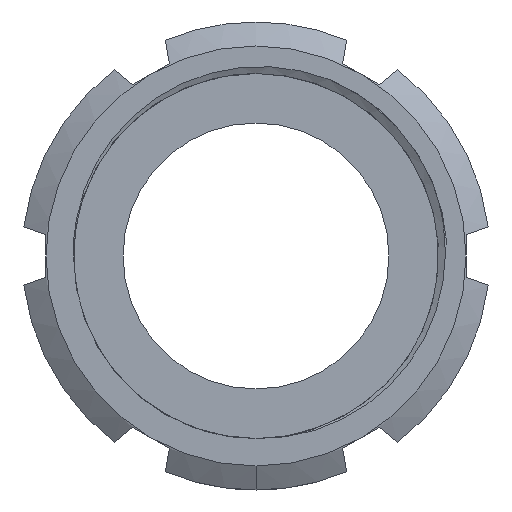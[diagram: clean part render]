
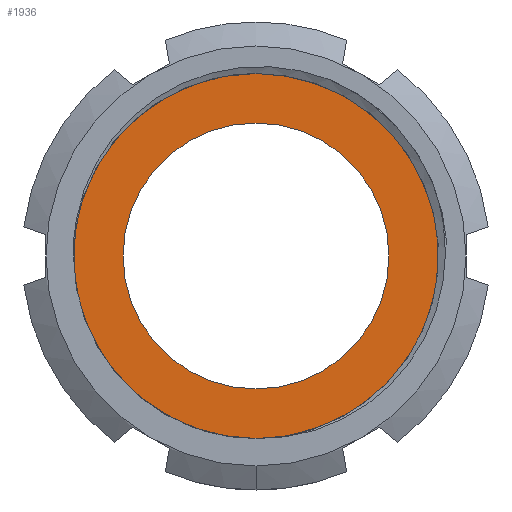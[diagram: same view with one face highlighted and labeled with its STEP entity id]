
A CAD part, left-side view. The second image highlights one B-rep face of the part: STEP entity #1936.
In plain terms, the highlighted planar face has unit normal (-1, 0, 0).
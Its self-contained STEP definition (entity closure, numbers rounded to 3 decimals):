
#105 = CARTESIAN_POINT ( 'NONE',  ( 5., 0., 12.5 ) ) ;
#203 = EDGE_LOOP ( 'NONE', ( #3258, #1635 ) ) ;
#333 = CARTESIAN_POINT ( 'NONE',  ( 5., 0., -18.957 ) ) ;
#412 = DIRECTION ( 'NONE',  ( -1., 0., 0. ) ) ;
#562 = CIRCLE ( 'NONE', #3545, 12.5 ) ;
#799 = DIRECTION ( 'NONE',  ( 0., 0., -1. ) ) ;
#801 = CARTESIAN_POINT ( 'NONE',  ( 5., 0., 0. ) ) ;
#964 = EDGE_CURVE ( 'NONE', #2849, #4883, #4971, .T. ) ;
#975 = AXIS2_PLACEMENT_3D ( 'NONE', #801, #412, #2036 ) ;
#1116 = DIRECTION ( 'NONE',  ( -1., 0., 0. ) ) ;
#1218 = EDGE_LOOP ( 'NONE', ( #3585, #3692 ) ) ;
#1234 = CARTESIAN_POINT ( 'NONE',  ( 5., 0., 0. ) ) ;
#1635 = ORIENTED_EDGE ( 'NONE', *, *, #2814, .T. ) ;
#1682 = DIRECTION ( 'NONE',  ( 0., 0., 1. ) ) ;
#1709 = CARTESIAN_POINT ( 'NONE',  ( 5., 0., 0. ) ) ;
#1864 = CARTESIAN_POINT ( 'NONE',  ( 5., 0., -12.5 ) ) ;
#1936 = ADVANCED_FACE ( 'NONE', ( #5262, #4827 ), #2854, .F. ) ;
#1958 = DIRECTION ( 'NONE',  ( 1., 0., 0. ) ) ;
#2036 = DIRECTION ( 'NONE',  ( 0., 0., 1. ) ) ;
#2085 = CIRCLE ( 'NONE', #975, 18.957 ) ;
#2364 = CARTESIAN_POINT ( 'NONE',  ( 5., 0., 0. ) ) ;
#2419 = AXIS2_PLACEMENT_3D ( 'NONE', #1709, #3359, #2563 ) ;
#2432 = CIRCLE ( 'NONE', #2948, 18.957 ) ;
#2563 = DIRECTION ( 'NONE',  ( 0., 0., 1. ) ) ;
#2565 = VERTEX_POINT ( 'NONE', #333 ) ;
#2814 = EDGE_CURVE ( 'NONE', #2565, #4635, #2085, .T. ) ;
#2849 = VERTEX_POINT ( 'NONE', #105 ) ;
#2854 = PLANE ( 'NONE',  #4719 ) ;
#2948 = AXIS2_PLACEMENT_3D ( 'NONE', #1234, #3688, #1682 ) ;
#3258 = ORIENTED_EDGE ( 'NONE', *, *, #4232, .T. ) ;
#3359 = DIRECTION ( 'NONE',  ( -1., 0., 0. ) ) ;
#3545 = AXIS2_PLACEMENT_3D ( 'NONE', #2364, #1116, #3595 ) ;
#3585 = ORIENTED_EDGE ( 'NONE', *, *, #964, .F. ) ;
#3595 = DIRECTION ( 'NONE',  ( 0., 0., 1. ) ) ;
#3688 = DIRECTION ( 'NONE',  ( -1., 0., 0. ) ) ;
#3692 = ORIENTED_EDGE ( 'NONE', *, *, #5158, .F. ) ;
#4006 = CARTESIAN_POINT ( 'NONE',  ( 5., 12.5, 0. ) ) ;
#4232 = EDGE_CURVE ( 'NONE', #4635, #2565, #2432, .T. ) ;
#4635 = VERTEX_POINT ( 'NONE', #4637 ) ;
#4637 = CARTESIAN_POINT ( 'NONE',  ( 5., 0., 18.957 ) ) ;
#4719 = AXIS2_PLACEMENT_3D ( 'NONE', #4006, #1958, #799 ) ;
#4827 = FACE_OUTER_BOUND ( 'NONE', #203, .T. ) ;
#4883 = VERTEX_POINT ( 'NONE', #1864 ) ;
#4971 = CIRCLE ( 'NONE', #2419, 12.5 ) ;
#5158 = EDGE_CURVE ( 'NONE', #4883, #2849, #562, .T. ) ;
#5262 = FACE_BOUND ( 'NONE', #1218, .T. ) ;
